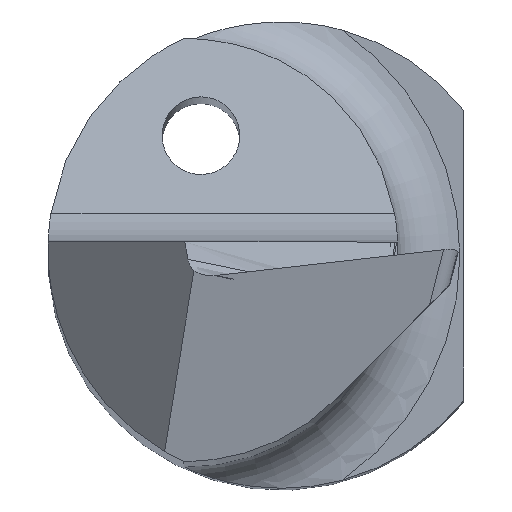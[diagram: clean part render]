
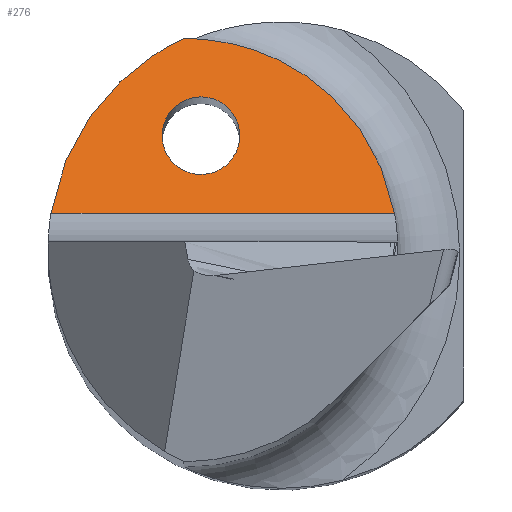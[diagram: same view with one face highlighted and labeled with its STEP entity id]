
A CAD part, top view. The second image highlights one B-rep face of the part: STEP entity #276.
In plain terms, the highlighted planar face has unit normal (0, 0.766, 0.643).
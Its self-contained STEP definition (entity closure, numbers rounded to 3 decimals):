
#21 = ORIENTED_EDGE ( 'NONE', *, *, #700, .F. ) ;
#48 = CARTESIAN_POINT ( 'NONE',  ( -1.255, 2.725, 49. ) ) ;
#54 = LINE ( 'NONE', #658, #848 ) ;
#80 = EDGE_CURVE ( 'NONE', #348, #417, #54, .T. ) ;
#93 = CARTESIAN_POINT ( 'NONE',  ( -1.032, 1.974, 49.894 ) ) ;
#111 = CARTESIAN_POINT ( 'NONE',  ( -2.962, 0.474, 51.682 ) ) ;
#136 = CARTESIAN_POINT ( 'NONE',  ( -1.032, 1.974, 49.894 ) ) ;
#149 = VERTEX_POINT ( 'NONE', #93 ) ;
#158 = AXIS2_PLACEMENT_3D ( 'NONE', #765, #281, #641 ) ;
#171 = CARTESIAN_POINT ( 'NONE',  ( -2.962, 0.474, 51.682 ) ) ;
#188 = FACE_BOUND ( 'NONE', #273, .T. ) ;
#191 = EDGE_LOOP ( 'NONE', ( #397, #291, #21 ) ) ;
#215 = CARTESIAN_POINT ( 'NONE',  ( -1.255, 2.725, 49. ) ) ;
#220 = CARTESIAN_POINT ( 'NONE',  ( -0.032, 1.974, 49.894 ) ) ;
#273 = EDGE_LOOP ( 'NONE', ( #787 ) ) ;
#276 = ADVANCED_FACE ( 'NONE', ( #188, #434 ), #295, .F. ) ;
#281 = DIRECTION ( 'NONE',  ( 0., -0.766, -0.643 ) ) ;
#291 = ORIENTED_EDGE ( 'NONE', *, *, #475, .T. ) ;
#295 = PLANE ( 'NONE',  #158 ) ;
#305 = CARTESIAN_POINT ( 'NONE',  ( -2.183, 2.297, 49.51 ) ) ;
#348 = VERTEX_POINT ( 'NONE', #171 ) ;
#378 = CARTESIAN_POINT ( 'NONE',  ( -2.801, 1.483, 50.48 ) ) ;
#387 = CARTESIAN_POINT ( 'NONE',  ( 0.141, 2.74, 48.982 ) ) ;
#397 = ORIENTED_EDGE ( 'NONE', *, *, #80, .T. ) ;
#417 = VERTEX_POINT ( 'NONE', #839 ) ;
#434 = FACE_OUTER_BOUND ( 'NONE', #191, .T. ) ;
#443 = VERTEX_POINT ( 'NONE', #48 ) ;
#452 = CARTESIAN_POINT ( 'NONE',  ( 1.458, 0.474, 51.682 ) ) ;
#474 = CARTESIAN_POINT ( 'NONE',  ( -1.255, 2.725, 49. ) ) ;
#475 = EDGE_CURVE ( 'NONE', #417, #443, #600, .T. ) ;
#486 = CARTESIAN_POINT ( 'NONE',  ( -1.032, 1.974, 49.894 ) ) ;
#512 = EDGE_CURVE ( 'NONE', #149, #149, #827, .T. ) ;
#518 = DIRECTION ( 'NONE',  ( 1., 0., 0. ) ) ;
#600 =( BOUNDED_CURVE ( )  B_SPLINE_CURVE ( 3, ( #452, #723, #387, #474 ),
 .UNSPECIFIED., .F., .T. ) 
 B_SPLINE_CURVE_WITH_KNOTS ( ( 4, 4 ),
 ( 4.887, 6.294 ),
 .UNSPECIFIED. ) 
 CURVE ( )  GEOMETRIC_REPRESENTATION_ITEM ( )  RATIONAL_B_SPLINE_CURVE ( ( 1., 0.842, 0.842, 1. ) ) 
 REPRESENTATION_ITEM ( '' )  );
#641 = DIRECTION ( 'NONE',  ( 0., 0.643, -0.766 ) ) ;
#658 = CARTESIAN_POINT ( 'NONE',  ( -3., 0.474, 51.682 ) ) ;
#676 = CARTESIAN_POINT ( 'NONE',  ( -0.032, 0.974, 51.086 ) ) ;
#687 = CARTESIAN_POINT ( 'NONE',  ( -1.032, 0.974, 51.086 ) ) ;
#692 = CARTESIAN_POINT ( 'NONE',  ( -2.032, 0.974, 51.086 ) ) ;
#700 = EDGE_CURVE ( 'NONE', #348, #443, #748, .T. ) ;
#723 = CARTESIAN_POINT ( 'NONE',  ( 1.215, 1.849, 50.044 ) ) ;
#748 =( BOUNDED_CURVE ( )  B_SPLINE_CURVE ( 3, ( #111, #378, #305, #215 ),
 .UNSPECIFIED., .F., .F. ) 
 B_SPLINE_CURVE_WITH_KNOTS ( ( 4, 4 ),
 ( 4.871, 5.852 ),
 .UNSPECIFIED. ) 
 CURVE ( )  GEOMETRIC_REPRESENTATION_ITEM ( )  RATIONAL_B_SPLINE_CURVE ( ( 1., 0.921, 0.921, 1. ) ) 
 REPRESENTATION_ITEM ( '' )  );
#765 = CARTESIAN_POINT ( 'NONE',  ( -3., 0.474, 51.682 ) ) ;
#787 = ORIENTED_EDGE ( 'NONE', *, *, #512, .F. ) ;
#809 = CARTESIAN_POINT ( 'NONE',  ( -2.032, 1.974, 49.894 ) ) ;
#827 =( BOUNDED_CURVE ( )  B_SPLINE_CURVE ( 3, ( #136, #809, #692, #687, #676, #220, #486 ),
 .UNSPECIFIED., .T., .T. ) 
 B_SPLINE_CURVE_WITH_KNOTS ( ( 4, 3, 4 ),
 ( 0., 3.142, 6.283 ),
 .UNSPECIFIED. ) 
 CURVE ( )  GEOMETRIC_REPRESENTATION_ITEM ( )  RATIONAL_B_SPLINE_CURVE ( ( 1., 0.333, 0.333, 1., 0.333, 0.333, 1. ) ) 
 REPRESENTATION_ITEM ( '' )  );
#839 = CARTESIAN_POINT ( 'NONE',  ( 1.458, 0.474, 51.682 ) ) ;
#848 = VECTOR ( 'NONE', #518, 1000. ) ;
